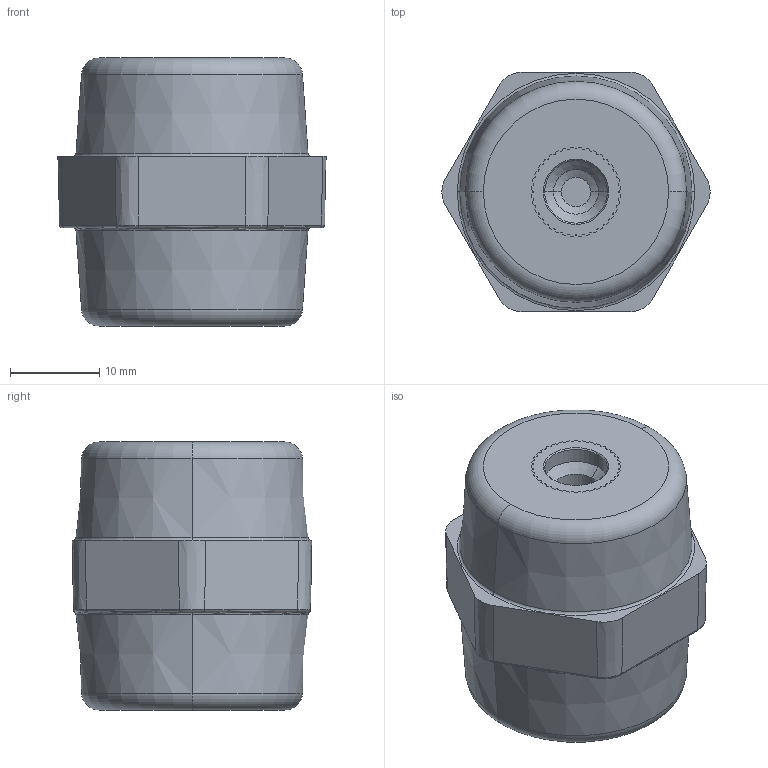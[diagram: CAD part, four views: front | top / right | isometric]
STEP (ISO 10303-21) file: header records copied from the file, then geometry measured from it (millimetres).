
FILE_DESCRIPTION (( 'STEP AP214' ), '1' );
FILE_NAME ('YIS11-30-06-K05.STEP', '2024-06-18T08:02:12', ( '' ), ( '' ), 'SwSTEP 2.0', 'SolidWorks 2022', '' );
FILE_SCHEMA (( 'AUTOMOTIVE_DESIGN' ));
Length unit declared in the file: millimetre
Products named in the file (4): MH-30_000_01_IZOLJATOR_OPORN.stp; mh-30-000_izol_oporn_m6x12xd10_asm.stp; M6X12XD10_GAIKA_ZAKLADNAJA.stp; YIS11-30-06-K05
Assembly tree (4 placements, depth 3):
  YIS11-30-06-K05
    mh-30-000_izol_oporn_m6x12xd10_asm.stp
      MH-30_000_01_IZOLJATOR_OPORN.stp
      M6X12XD10_GAIKA_ZAKLADNAJA.stp  x2
Bounding box: 30.02 x 26.8 x 30 mm (x, y, z)
Volume: 15286 mm3; surface area: 5854.7 mm2
Topology: 3 solids, 3 shells, 1853 faces, 5430 edges, 3604 vertices
Faces by surface type: plane 903, cylinder 900, torus 22, cone 22, bspline 6
Entity records: 50756 total; most frequent: CARTESIAN_POINT 12910, ORIENTED_EDGE 8188, DIRECTION 7860, EDGE_CURVE 4094, VERTEX_POINT 2716, AXIS2_PLACEMENT_3D 2708, VECTOR 2444, LINE 2444
